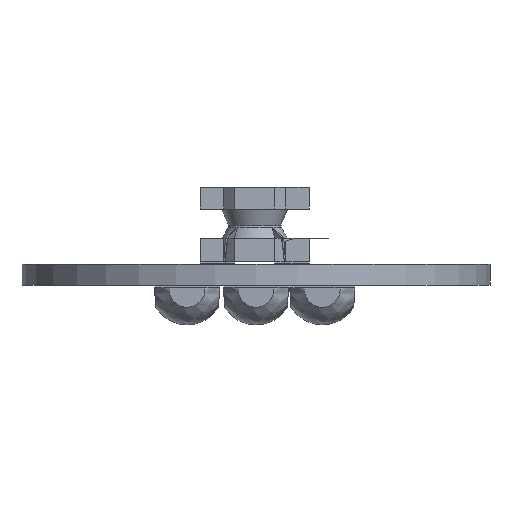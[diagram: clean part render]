
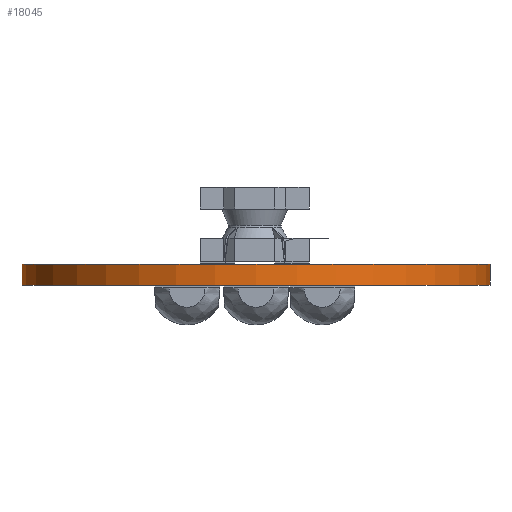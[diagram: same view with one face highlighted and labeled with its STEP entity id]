
A CAD part, front view. The second image highlights one B-rep face of the part: STEP entity #18045.
In plain terms, the highlighted cylindrical face has radius 18 mm (diameter 36 mm), a full revolution.
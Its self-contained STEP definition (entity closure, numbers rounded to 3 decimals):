
#18045 = ADVANCED_FACE('',(#18046),#18060,.T.);
#18046 = FACE_BOUND('',#18047,.F.);
#18047 = EDGE_LOOP('',(#18048,#18078,#18105,#18106));
#18048 = ORIENTED_EDGE('',*,*,#18049,.T.);
#18049 = EDGE_CURVE('',#18050,#18052,#18054,.T.);
#18050 = VERTEX_POINT('',#18051);
#18051 = CARTESIAN_POINT('',(139.2,-99.9,0.));
#18052 = VERTEX_POINT('',#18053);
#18053 = CARTESIAN_POINT('',(139.2,-99.9,1.6));
#18054 = SEAM_CURVE('',#18055,(#18059,#18071),.PCURVE_S1.);
#18055 = LINE('',#18056,#18057);
#18056 = CARTESIAN_POINT('',(139.2,-99.9,0.));
#18057 = VECTOR('',#18058,1.);
#18058 = DIRECTION('',(0.,0.,1.));
#18059 = PCURVE('',#18060,#18065);
#18060 = CYLINDRICAL_SURFACE('',#18061,18.);
#18061 = AXIS2_PLACEMENT_3D('',#18062,#18063,#18064);
#18062 = CARTESIAN_POINT('',(121.2,-99.9,0.));
#18063 = DIRECTION('',(-0.,-0.,-1.));
#18064 = DIRECTION('',(1.,0.,-0.));
#18065 = DEFINITIONAL_REPRESENTATION('',(#18066),#18070);
#18066 = LINE('',#18067,#18068);
#18067 = CARTESIAN_POINT('',(-0.,0.));
#18068 = VECTOR('',#18069,1.);
#18069 = DIRECTION('',(-0.,-1.));
#18070 = ( GEOMETRIC_REPRESENTATION_CONTEXT(2) 
PARAMETRIC_REPRESENTATION_CONTEXT() REPRESENTATION_CONTEXT('2D SPACE',''
  ) );
#18071 = PCURVE('',#18060,#18072);
#18072 = DEFINITIONAL_REPRESENTATION('',(#18073),#18077);
#18073 = LINE('',#18074,#18075);
#18074 = CARTESIAN_POINT('',(-6.283,0.));
#18075 = VECTOR('',#18076,1.);
#18076 = DIRECTION('',(-0.,-1.));
#18077 = ( GEOMETRIC_REPRESENTATION_CONTEXT(2) 
PARAMETRIC_REPRESENTATION_CONTEXT() REPRESENTATION_CONTEXT('2D SPACE',''
  ) );
#18078 = ORIENTED_EDGE('',*,*,#18079,.T.);
#18079 = EDGE_CURVE('',#18052,#18052,#18080,.T.);
#18080 = SURFACE_CURVE('',#18081,(#18086,#18093),.PCURVE_S1.);
#18081 = CIRCLE('',#18082,18.);
#18082 = AXIS2_PLACEMENT_3D('',#18083,#18084,#18085);
#18083 = CARTESIAN_POINT('',(121.2,-99.9,1.6));
#18084 = DIRECTION('',(0.,0.,1.));
#18085 = DIRECTION('',(1.,0.,-0.));
#18086 = PCURVE('',#18060,#18087);
#18087 = DEFINITIONAL_REPRESENTATION('',(#18088),#18092);
#18088 = LINE('',#18089,#18090);
#18089 = CARTESIAN_POINT('',(-0.,-1.6));
#18090 = VECTOR('',#18091,1.);
#18091 = DIRECTION('',(-1.,0.));
#18092 = ( GEOMETRIC_REPRESENTATION_CONTEXT(2) 
PARAMETRIC_REPRESENTATION_CONTEXT() REPRESENTATION_CONTEXT('2D SPACE',''
  ) );
#18093 = PCURVE('',#18094,#18099);
#18094 = PLANE('',#18095);
#18095 = AXIS2_PLACEMENT_3D('',#18096,#18097,#18098);
#18096 = CARTESIAN_POINT('',(121.2,-99.9,1.6));
#18097 = DIRECTION('',(0.,0.,1.));
#18098 = DIRECTION('',(1.,0.,-0.));
#18099 = DEFINITIONAL_REPRESENTATION('',(#18100),#18104);
#18100 = CIRCLE('',#18101,18.);
#18101 = AXIS2_PLACEMENT_2D('',#18102,#18103);
#18102 = CARTESIAN_POINT('',(0.,0.));
#18103 = DIRECTION('',(1.,0.));
#18104 = ( GEOMETRIC_REPRESENTATION_CONTEXT(2) 
PARAMETRIC_REPRESENTATION_CONTEXT() REPRESENTATION_CONTEXT('2D SPACE',''
  ) );
#18105 = ORIENTED_EDGE('',*,*,#18049,.F.);
#18106 = ORIENTED_EDGE('',*,*,#18107,.F.);
#18107 = EDGE_CURVE('',#18050,#18050,#18108,.T.);
#18108 = SURFACE_CURVE('',#18109,(#18114,#18121),.PCURVE_S1.);
#18109 = CIRCLE('',#18110,18.);
#18110 = AXIS2_PLACEMENT_3D('',#18111,#18112,#18113);
#18111 = CARTESIAN_POINT('',(121.2,-99.9,0.));
#18112 = DIRECTION('',(0.,0.,1.));
#18113 = DIRECTION('',(1.,0.,-0.));
#18114 = PCURVE('',#18060,#18115);
#18115 = DEFINITIONAL_REPRESENTATION('',(#18116),#18120);
#18116 = LINE('',#18117,#18118);
#18117 = CARTESIAN_POINT('',(-0.,0.));
#18118 = VECTOR('',#18119,1.);
#18119 = DIRECTION('',(-1.,0.));
#18120 = ( GEOMETRIC_REPRESENTATION_CONTEXT(2) 
PARAMETRIC_REPRESENTATION_CONTEXT() REPRESENTATION_CONTEXT('2D SPACE',''
  ) );
#18121 = PCURVE('',#18122,#18127);
#18122 = PLANE('',#18123);
#18123 = AXIS2_PLACEMENT_3D('',#18124,#18125,#18126);
#18124 = CARTESIAN_POINT('',(121.2,-99.9,0.));
#18125 = DIRECTION('',(0.,0.,1.));
#18126 = DIRECTION('',(1.,0.,-0.));
#18127 = DEFINITIONAL_REPRESENTATION('',(#18128),#18132);
#18128 = CIRCLE('',#18129,18.);
#18129 = AXIS2_PLACEMENT_2D('',#18130,#18131);
#18130 = CARTESIAN_POINT('',(0.,0.));
#18131 = DIRECTION('',(1.,0.));
#18132 = ( GEOMETRIC_REPRESENTATION_CONTEXT(2) 
PARAMETRIC_REPRESENTATION_CONTEXT() REPRESENTATION_CONTEXT('2D SPACE',''
  ) );
